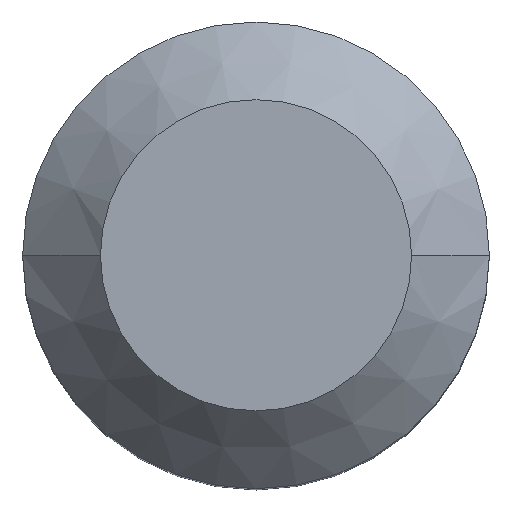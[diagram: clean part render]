
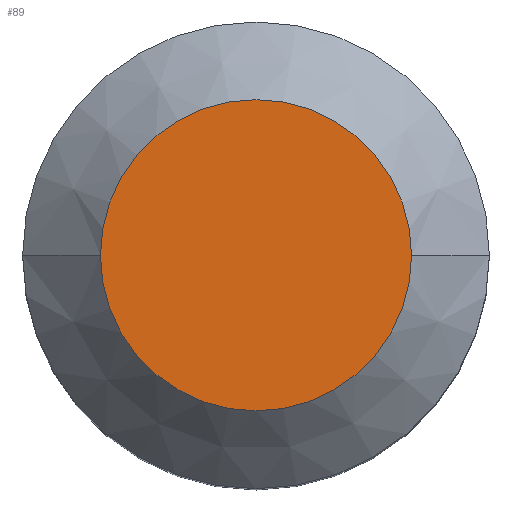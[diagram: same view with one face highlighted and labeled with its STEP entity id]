
A CAD part, top view. The second image highlights one B-rep face of the part: STEP entity #89.
In plain terms, the highlighted planar face has unit normal (0, 0, 1).
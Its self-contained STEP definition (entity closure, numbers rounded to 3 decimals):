
#89=ADVANCED_FACE('',(#195),#196,.T.);
#97=EDGE_CURVE('',#119,#131,#205,.T.);
#115=EDGE_CURVE('',#131,#119,#226,.T.);
#119=VERTEX_POINT('',#230);
#131=VERTEX_POINT('',#243);
#195=FACE_OUTER_BOUND('',#307,.T.);
#196=PLANE('',#308);
#205=CIRCLE('',#320,10.0);
#226=CIRCLE('',#347,10.0);
#230=CARTESIAN_POINT('',(-10.0,0.,50.0));
#243=CARTESIAN_POINT('',(10.0,0.,50.0));
#307=EDGE_LOOP('',(#442,#443));
#308=AXIS2_PLACEMENT_3D('',#444,#445,#446);
#320=AXIS2_PLACEMENT_3D('',#461,#462,#463);
#347=AXIS2_PLACEMENT_3D('',#485,#486,#487);
#442=ORIENTED_EDGE('',*,*,#115,.F.);
#443=ORIENTED_EDGE('',*,*,#97,.F.);
#444=CARTESIAN_POINT('',(5.0,0.,50.0));
#445=DIRECTION('',(0.0,0.,1.0));
#446=DIRECTION('',(-1.0,0.0,0.0));
#461=CARTESIAN_POINT('',(0.0,0.,50.0));
#462=DIRECTION('',(0.0,0.,-1.0));
#463=DIRECTION('',(1.0,0.0,0.0));
#485=CARTESIAN_POINT('',(0.0,0.,50.0));
#486=DIRECTION('',(0.0,0.,-1.0));
#487=DIRECTION('',(1.0,0.0,0.0));
